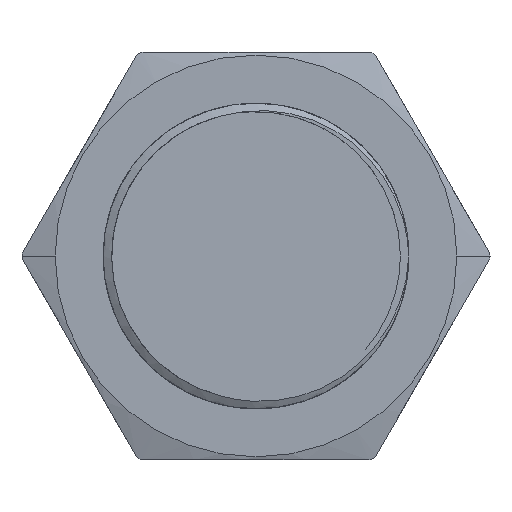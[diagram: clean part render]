
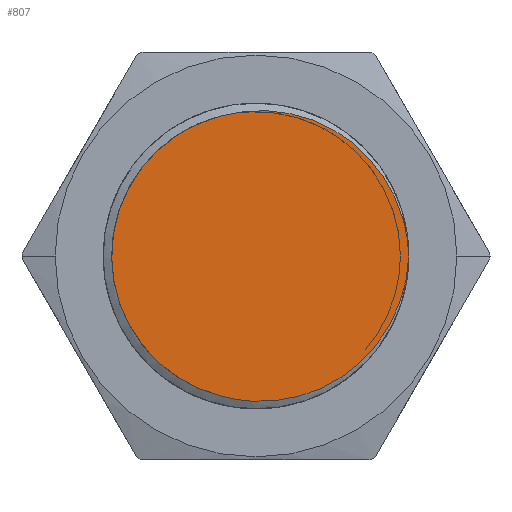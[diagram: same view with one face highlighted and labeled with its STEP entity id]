
A CAD part, front view. The second image highlights one B-rep face of the part: STEP entity #807.
In plain terms, the highlighted planar face has unit normal (0, -1, 0).
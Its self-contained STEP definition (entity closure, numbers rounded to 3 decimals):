
#503=B_SPLINE_CURVE_WITH_KNOTS('',3,(#12883,#12884,#12885,#12886,#12887,
#12888),.UNSPECIFIED.,.F.,.F.,(4,2,4),(0.,0.5,1.),.UNSPECIFIED.);
#504=B_SPLINE_CURVE_WITH_KNOTS('',3,(#12965,#12966,#12967,#12968,#12969,
#12970),.UNSPECIFIED.,.F.,.F.,(4,2,4),(0.,0.5,1.),.UNSPECIFIED.);
#737=PLANE('',#4499);
#807=ADVANCED_FACE('',(#1167),#737,.F.);
#1167=FACE_OUTER_BOUND('',#1405,.T.);
#1405=EDGE_LOOP('',(#2001,#2002,#2003));
#1622=CIRCLE('',#4498,8.5);
#2001=ORIENTED_EDGE('',*,*,#3704,.F.);
#2002=ORIENTED_EDGE('',*,*,#3705,.T.);
#2003=ORIENTED_EDGE('',*,*,#3703,.F.);
#3223=VERTEX_POINT('',#12831);
#3226=VERTEX_POINT('',#12882);
#3227=VERTEX_POINT('',#12971);
#3703=EDGE_CURVE('',#3226,#3223,#503,.T.);
#3704=EDGE_CURVE('',#3227,#3226,#504,.T.);
#3705=EDGE_CURVE('',#3227,#3223,#1622,.T.);
#4498=AXIS2_PLACEMENT_3D('',#12972,#4787,#4788);
#4499=AXIS2_PLACEMENT_3D('',#12973,#4789,#4790);
#4787=DIRECTION('',(0.,-1.,0.));
#4788=DIRECTION('',(-0.241,0.,0.971));
#4789=DIRECTION('',(0.,1.,0.));
#4790=DIRECTION('',(1.,0.,0.));
#12831=CARTESIAN_POINT('',(-2.045,0.,-8.25));
#12882=CARTESIAN_POINT('',(9.,0.,0.));
#12883=CARTESIAN_POINT('',(8.996,0.,0.));
#12884=CARTESIAN_POINT('',(8.909,0.,-2.665));
#12885=CARTESIAN_POINT('',(7.6,0.,-5.218));
#12886=CARTESIAN_POINT('',(3.358,0.,-8.423));
#12887=CARTESIAN_POINT('',(0.524,0.,-8.974));
#12888=CARTESIAN_POINT('',(-2.045,0.,-8.25));
#12965=CARTESIAN_POINT('',(-2.03,0.,8.254));
#12966=CARTESIAN_POINT('',(0.537,0.,8.975));
#12967=CARTESIAN_POINT('',(3.381,0.,8.41));
#12968=CARTESIAN_POINT('',(7.606,0.,5.221));
#12969=CARTESIAN_POINT('',(8.92,0.,2.664));
#12970=CARTESIAN_POINT('',(9.,0.,0.));
#12971=CARTESIAN_POINT('',(-2.03,0.,8.254));
#12972=CARTESIAN_POINT('',(0.,0.,0.));
#12973=CARTESIAN_POINT('',(-18.5,0.,-16.075));
